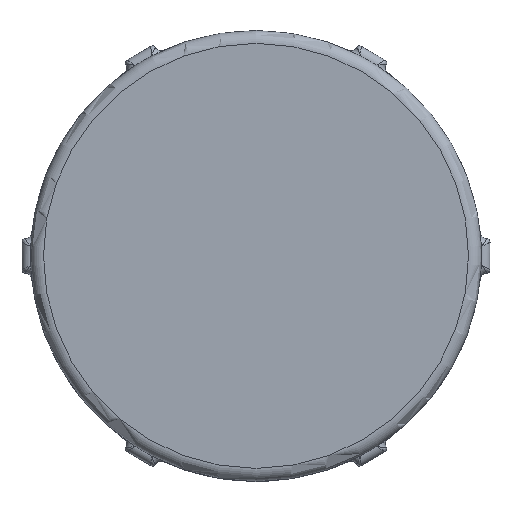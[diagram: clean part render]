
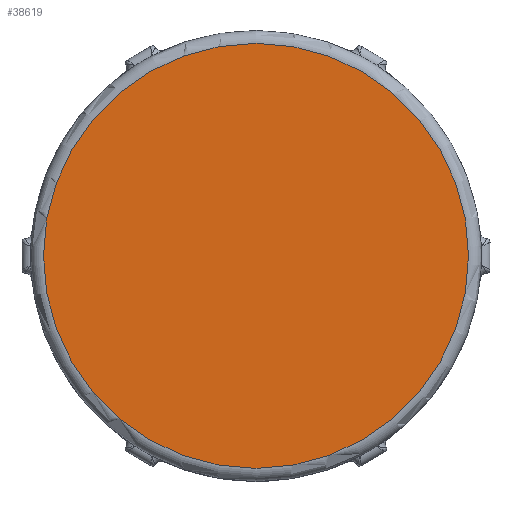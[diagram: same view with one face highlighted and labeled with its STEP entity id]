
A CAD part, top view. The second image highlights one B-rep face of the part: STEP entity #38619.
In plain terms, the highlighted planar face has unit normal (0, 0, 1).
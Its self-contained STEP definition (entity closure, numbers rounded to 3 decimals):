
#38566 = EDGE_CURVE('',#38567,#38567,#38569,.T.);
#38567 = VERTEX_POINT('',#38568);
#38568 = CARTESIAN_POINT('',(-24.75,0.,20.875));
#38569 = CIRCLE('',#38570,24.75);
#38570 = AXIS2_PLACEMENT_3D('',#38571,#38572,#38573);
#38571 = CARTESIAN_POINT('',(0.,0.,20.875));
#38572 = DIRECTION('',(0.,0.,-1.));
#38573 = DIRECTION('',(1.,0.,0.));
#38619 = ADVANCED_FACE('',(#38620),#38623,.T.);
#38620 = FACE_BOUND('',#38621,.T.);
#38621 = EDGE_LOOP('',(#38622));
#38622 = ORIENTED_EDGE('',*,*,#38566,.F.);
#38623 = PLANE('',#38624);
#38624 = AXIS2_PLACEMENT_3D('',#38625,#38626,#38627);
#38625 = CARTESIAN_POINT('',(0.,0.,20.875));
#38626 = DIRECTION('',(0.,0.,1.));
#38627 = DIRECTION('',(1.,0.,-0.));
